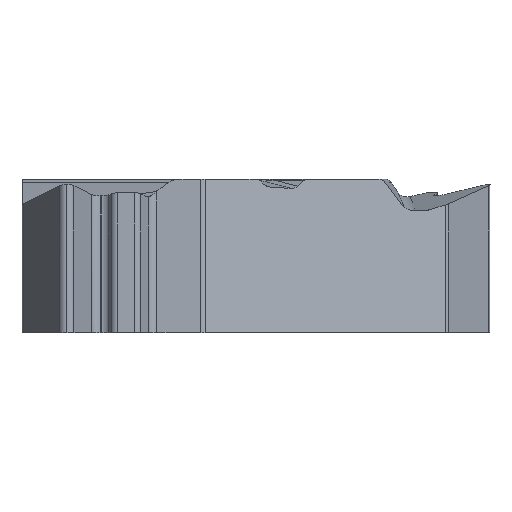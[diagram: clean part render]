
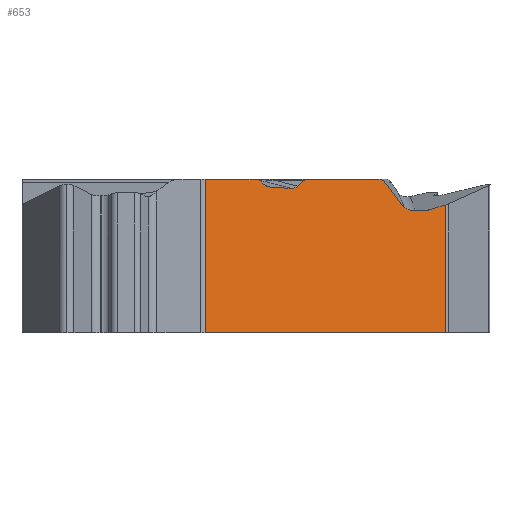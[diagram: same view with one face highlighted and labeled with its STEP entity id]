
A CAD part, front view. The second image highlights one B-rep face of the part: STEP entity #653.
In plain terms, the highlighted planar face has unit normal (0.5, -0.866, 0).
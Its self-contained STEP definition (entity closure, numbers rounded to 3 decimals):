
#64=PLANE('',#2225);
#121=FACE_OUTER_BOUND('',#829,.T.);
#229=ELLIPSE('',#2220,0.338,0.32);
#230=ELLIPSE('',#2221,0.392,0.32);
#231=ELLIPSE('',#2222,0.236,0.2);
#232=ELLIPSE('',#2223,0.167,0.15);
#233=ELLIPSE('',#2224,0.15,0.15);
#313=LINE('',#3743,#499);
#314=LINE('',#3747,#500);
#315=LINE('',#3749,#501);
#316=LINE('',#3751,#502);
#317=LINE('',#3755,#503);
#318=LINE('',#3759,#504);
#319=LINE('',#3763,#505);
#320=LINE('',#3767,#506);
#321=LINE('',#3780,#507);
#322=LINE('',#3796,#508);
#323=LINE('',#3800,#509);
#499=VECTOR('',#2548,1.);
#500=VECTOR('',#2553,1.);
#501=VECTOR('',#2554,1.);
#502=VECTOR('',#2555,1.);
#503=VECTOR('',#2558,1.);
#504=VECTOR('',#2561,1.);
#505=VECTOR('',#2564,1.);
#506=VECTOR('',#2567,1.);
#507=VECTOR('',#2568,1.);
#508=VECTOR('',#2569,1.);
#509=VECTOR('',#2572,1.);
#653=ADVANCED_FACE('',(#121),#64,.F.);
#829=EDGE_LOOP('',(#1046,#1047,#1048,#1049,#1050,#1051,#1052,#1053,#1054,
#1055,#1056,#1057,#1058,#1059,#1060,#1061,#1062,#1063));
#1046=ORIENTED_EDGE('',*,*,#1843,.F.);
#1047=ORIENTED_EDGE('',*,*,#1844,.T.);
#1048=ORIENTED_EDGE('',*,*,#1845,.T.);
#1049=ORIENTED_EDGE('',*,*,#1846,.T.);
#1050=ORIENTED_EDGE('',*,*,#1847,.F.);
#1051=ORIENTED_EDGE('',*,*,#1848,.T.);
#1052=ORIENTED_EDGE('',*,*,#1849,.T.);
#1053=ORIENTED_EDGE('',*,*,#1850,.F.);
#1054=ORIENTED_EDGE('',*,*,#1851,.F.);
#1055=ORIENTED_EDGE('',*,*,#1852,.F.);
#1056=ORIENTED_EDGE('',*,*,#1853,.T.);
#1057=ORIENTED_EDGE('',*,*,#1854,.T.);
#1058=ORIENTED_EDGE('',*,*,#1855,.T.);
#1059=ORIENTED_EDGE('',*,*,#1856,.T.);
#1060=ORIENTED_EDGE('',*,*,#1857,.T.);
#1061=ORIENTED_EDGE('',*,*,#1858,.F.);
#1062=ORIENTED_EDGE('',*,*,#1859,.F.);
#1063=ORIENTED_EDGE('',*,*,#1841,.T.);
#1622=VERTEX_POINT('',#3742);
#1623=VERTEX_POINT('',#3744);
#1624=VERTEX_POINT('',#3748);
#1625=VERTEX_POINT('',#3750);
#1626=VERTEX_POINT('',#3752);
#1627=VERTEX_POINT('',#3754);
#1628=VERTEX_POINT('',#3756);
#1629=VERTEX_POINT('',#3758);
#1630=VERTEX_POINT('',#3760);
#1631=VERTEX_POINT('',#3762);
#1632=VERTEX_POINT('',#3764);
#1633=VERTEX_POINT('',#3766);
#1634=VERTEX_POINT('',#3768);
#1635=VERTEX_POINT('',#3779);
#1636=VERTEX_POINT('',#3781);
#1637=VERTEX_POINT('',#3795);
#1638=VERTEX_POINT('',#3797);
#1639=VERTEX_POINT('',#3799);
#1841=EDGE_CURVE('',#1623,#1622,#313,.T.);
#1843=EDGE_CURVE('',#1624,#1622,#314,.T.);
#1844=EDGE_CURVE('',#1624,#1625,#315,.T.);
#1845=EDGE_CURVE('',#1625,#1626,#316,.T.);
#1846=EDGE_CURVE('',#1626,#1627,#229,.T.);
#1847=EDGE_CURVE('',#1628,#1627,#317,.T.);
#1848=EDGE_CURVE('',#1628,#1629,#230,.T.);
#1849=EDGE_CURVE('',#1629,#1630,#318,.T.);
#1850=EDGE_CURVE('',#1631,#1630,#231,.T.);
#1851=EDGE_CURVE('',#1632,#1631,#319,.T.);
#1852=EDGE_CURVE('',#1633,#1632,#232,.T.);
#1853=EDGE_CURVE('',#1633,#1634,#320,.T.);
#1854=EDGE_CURVE('',#1634,#1635,#2125,.T.);
#1855=EDGE_CURVE('',#1635,#1636,#321,.T.);
#1856=EDGE_CURVE('',#1636,#1637,#2126,.T.);
#1857=EDGE_CURVE('',#1637,#1638,#322,.T.);
#1858=EDGE_CURVE('',#1639,#1638,#233,.T.);
#1859=EDGE_CURVE('',#1623,#1639,#323,.T.);
#2125=B_SPLINE_CURVE_WITH_KNOTS('',3,(#3769,#3770,#3771,#3772,#3773,#3774,
#3775,#3776,#3777,#3778),.UNSPECIFIED.,.F.,.F.,(4,3,3,4),(0.,0.474,
0.706,1.),.UNSPECIFIED.);
#2126=B_SPLINE_CURVE_WITH_KNOTS('',3,(#3782,#3783,#3784,#3785,#3786,#3787,
#3788,#3789,#3790,#3791,#3792,#3793,#3794),.UNSPECIFIED.,.F.,.F.,(4,3,3,
3,4),(0.,0.25,0.499,0.746,1.),
 .UNSPECIFIED.);
#2220=AXIS2_PLACEMENT_3D('',#3753,#2556,#2557);
#2221=AXIS2_PLACEMENT_3D('',#3757,#2559,#2560);
#2222=AXIS2_PLACEMENT_3D('',#3761,#2562,#2563);
#2223=AXIS2_PLACEMENT_3D('',#3765,#2565,#2566);
#2224=AXIS2_PLACEMENT_3D('',#3798,#2570,#2571);
#2225=AXIS2_PLACEMENT_3D('',#3801,#2573,#2574);
#2548=DIRECTION('',(0.,0.,-1.));
#2553=DIRECTION('',(-0.866,-0.5,0.));
#2554=DIRECTION('',(0.,0.,1.));
#2555=DIRECTION('',(-0.837,-0.483,-0.259));
#2556=DIRECTION('',(-0.5,0.866,0.));
#2557=DIRECTION('',(-0.837,-0.483,-0.259));
#2558=DIRECTION('',(0.866,0.5,0.));
#2559=DIRECTION('',(-0.5,0.866,0.));
#2560=DIRECTION('',(-0.859,-0.496,0.124));
#2561=DIRECTION('',(-0.563,-0.325,0.759));
#2562=DIRECTION('',(-0.5,0.866,0.));
#2563=DIRECTION('',(0.866,0.5,0.));
#2564=DIRECTION('',(0.866,0.5,0.));
#2565=DIRECTION('',(-0.5,0.866,0.));
#2566=DIRECTION('',(-0.866,-0.5,0.));
#2567=DIRECTION('',(-0.687,-0.397,-0.608));
#2568=DIRECTION('',(-0.865,-0.499,0.049));
#2569=DIRECTION('',(-0.656,-0.378,0.653));
#2570=DIRECTION('',(-0.5,0.866,0.));
#2571=DIRECTION('',(0.866,0.5,0.));
#2572=DIRECTION('',(0.866,0.5,0.));
#2573=DIRECTION('',(-0.5,0.866,0.));
#2574=DIRECTION('',(-0.866,-0.5,0.));
#3742=CARTESIAN_POINT('',(0.15,-5.413,-3.97));
#3743=CARTESIAN_POINT('',(0.15,-5.413,0.));
#3744=CARTESIAN_POINT('',(0.15,-5.413,0.14));
#3747=CARTESIAN_POINT('',(8.733,-0.457,-3.97));
#3748=CARTESIAN_POINT('',(6.587,-1.696,-3.97));
#3749=CARTESIAN_POINT('',(6.587,-1.696,0.));
#3750=CARTESIAN_POINT('',(6.587,-1.696,-0.548));
#3751=CARTESIAN_POINT('',(-3.145,-7.315,-3.559));
#3752=CARTESIAN_POINT('',(6.166,-1.939,-0.678));
#3753=CARTESIAN_POINT('',(6.094,-1.981,-0.369));
#3754=CARTESIAN_POINT('',(6.086,-1.985,-0.69));
#3755=CARTESIAN_POINT('',(-3.971,-7.792,-0.69));
#3756=CARTESIAN_POINT('',(5.708,-2.204,-0.69));
#3757=CARTESIAN_POINT('',(5.691,-2.213,-0.369));
#3758=CARTESIAN_POINT('',(5.418,-2.371,-0.545));
#3759=CARTESIAN_POINT('',(1.211,-4.8,5.126));
#3760=CARTESIAN_POINT('',(4.971,-2.629,0.058));
#3761=CARTESIAN_POINT('',(4.806,-2.725,-0.06));
#3762=CARTESIAN_POINT('',(4.806,-2.725,0.14));
#3763=CARTESIAN_POINT('',(-3.971,-7.792,0.14));
#3764=CARTESIAN_POINT('',(2.884,-3.834,0.14));
#3765=CARTESIAN_POINT('',(2.884,-3.834,-0.01));
#3766=CARTESIAN_POINT('',(2.79,-3.888,0.104));
#3767=CARTESIAN_POINT('',(-1.514,-6.373,-3.703));
#3768=CARTESIAN_POINT('',(2.626,-3.983,-0.041));
#3769=CARTESIAN_POINT('',(2.626,-3.983,-0.041));
#3770=CARTESIAN_POINT('',(2.603,-3.996,-0.061));
#3771=CARTESIAN_POINT('',(2.577,-4.011,-0.077));
#3772=CARTESIAN_POINT('',(2.55,-4.027,-0.087));
#3773=CARTESIAN_POINT('',(2.536,-4.035,-0.092));
#3774=CARTESIAN_POINT('',(2.522,-4.043,-0.096));
#3775=CARTESIAN_POINT('',(2.508,-4.051,-0.098));
#3776=CARTESIAN_POINT('',(2.49,-4.061,-0.102));
#3777=CARTESIAN_POINT('',(2.472,-4.072,-0.103));
#3778=CARTESIAN_POINT('',(2.454,-4.082,-0.102));
#3779=CARTESIAN_POINT('',(2.454,-4.082,-0.102));
#3780=CARTESIAN_POINT('',(8.714,-0.468,-0.453));
#3781=CARTESIAN_POINT('',(1.894,-4.406,-0.07));
#3782=CARTESIAN_POINT('',(1.894,-4.406,-0.07));
#3783=CARTESIAN_POINT('',(1.878,-4.415,-0.069));
#3784=CARTESIAN_POINT('',(1.863,-4.424,-0.067));
#3785=CARTESIAN_POINT('',(1.847,-4.433,-0.063));
#3786=CARTESIAN_POINT('',(1.832,-4.442,-0.059));
#3787=CARTESIAN_POINT('',(1.817,-4.45,-0.054));
#3788=CARTESIAN_POINT('',(1.802,-4.459,-0.047));
#3789=CARTESIAN_POINT('',(1.788,-4.467,-0.04));
#3790=CARTESIAN_POINT('',(1.774,-4.475,-0.032));
#3791=CARTESIAN_POINT('',(1.761,-4.483,-0.023));
#3792=CARTESIAN_POINT('',(1.747,-4.491,-0.013));
#3793=CARTESIAN_POINT('',(1.734,-4.498,-0.002));
#3794=CARTESIAN_POINT('',(1.722,-4.505,0.01));
#3795=CARTESIAN_POINT('',(1.722,-4.505,0.01));
#3796=CARTESIAN_POINT('',(5.744,-2.183,-3.999));
#3797=CARTESIAN_POINT('',(1.628,-4.559,0.104));
#3798=CARTESIAN_POINT('',(1.543,-4.608,-0.01));
#3799=CARTESIAN_POINT('',(1.543,-4.608,0.14));
#3800=CARTESIAN_POINT('',(8.733,-0.457,0.14));
#3801=CARTESIAN_POINT('',(8.733,-0.457,0.));
